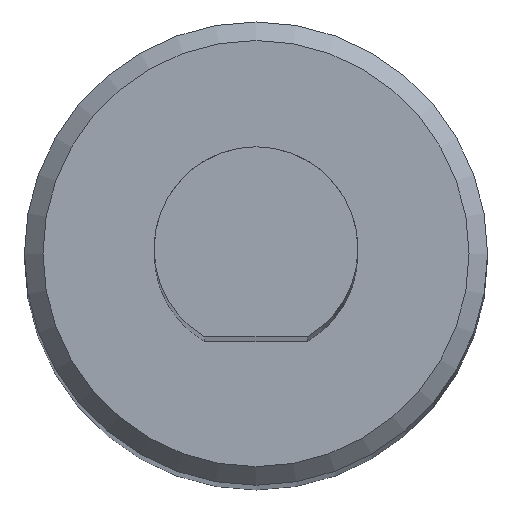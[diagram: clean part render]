
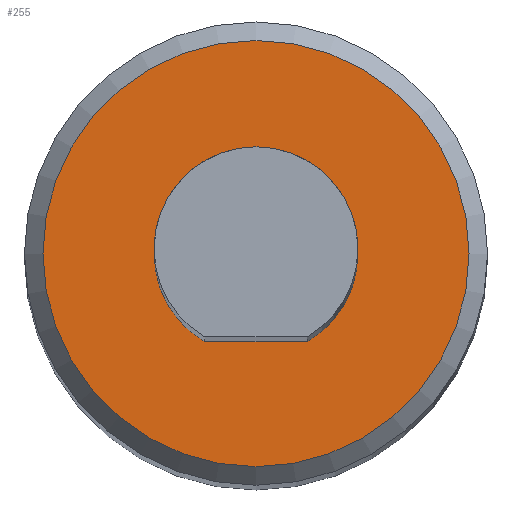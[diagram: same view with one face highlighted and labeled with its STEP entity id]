
A CAD part, top view. The second image highlights one B-rep face of the part: STEP entity #255.
In plain terms, the highlighted planar face has unit normal (0, 0, 1).
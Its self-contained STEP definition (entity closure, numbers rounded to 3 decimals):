
#18=FACE_BOUND('',#68,.T.);
#32=CIRCLE('',#297,1.15);
#33=CIRCLE('',#299,0.55);
#49=FACE_OUTER_BOUND('',#67,.T.);
#67=EDGE_LOOP('',(#192));
#68=EDGE_LOOP('',(#193,#194));
#81=LINE('',#411,#99);
#99=VECTOR('',#324,10.);
#116=VERTEX_POINT('',#407);
#118=VERTEX_POINT('',#410);
#124=VERTEX_POINT('',#431);
#139=EDGE_CURVE('',#116,#118,#81,.T.);
#150=EDGE_CURVE('',#124,#124,#32,.T.);
#151=EDGE_CURVE('',#116,#118,#33,.T.);
#192=ORIENTED_EDGE('',*,*,#150,.F.);
#193=ORIENTED_EDGE('',*,*,#151,.T.);
#194=ORIENTED_EDGE('',*,*,#139,.F.);
#243=PLANE('',#298);
#255=ADVANCED_FACE('',(#49,#18),#243,.T.);
#297=AXIS2_PLACEMENT_3D('',#433,#350,#351);
#298=AXIS2_PLACEMENT_3D('',#434,#352,#353);
#299=AXIS2_PLACEMENT_3D('',#435,#354,#355);
#324=DIRECTION('',(1.,0.,0.));
#350=DIRECTION('center_axis',(0.,0.,-1.));
#351=DIRECTION('ref_axis',(-1.,0.,0.));
#352=DIRECTION('center_axis',(0.,0.,1.));
#353=DIRECTION('ref_axis',(1.,0.,0.));
#354=DIRECTION('center_axis',(0.,0.,-1.));
#355=DIRECTION('ref_axis',(-1.,0.,0.));
#407=CARTESIAN_POINT('',(-0.277,-0.475,0.));
#410=CARTESIAN_POINT('',(0.277,-0.475,0.));
#411=CARTESIAN_POINT('',(-0.25,-0.475,0.));
#431=CARTESIAN_POINT('',(1.15,0.,0.));
#433=CARTESIAN_POINT('Origin',(0.,0.,0.));
#434=CARTESIAN_POINT('Origin',(0.,0.,0.));
#435=CARTESIAN_POINT('Origin',(0.,0.,0.));
